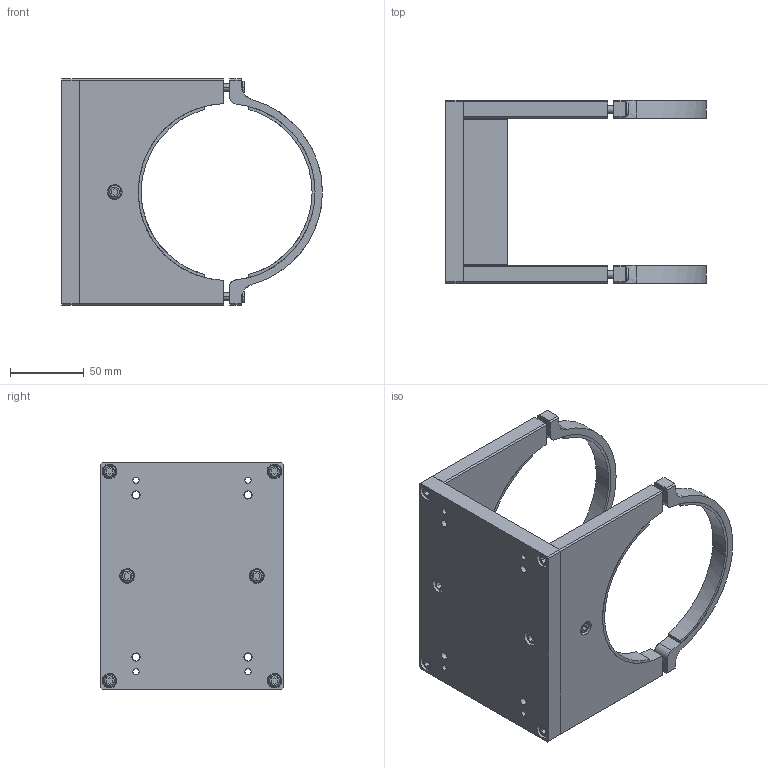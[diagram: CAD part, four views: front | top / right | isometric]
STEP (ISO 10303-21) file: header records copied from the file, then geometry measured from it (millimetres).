
FILE_DESCRIPTION (( 'STEP AP214' ), '1' );
FILE_NAME ('670300.STEP', '2020-11-12T10:37:55', ( '' ), ( '' ), 'SwSTEP 2.0', 'SolidWorks 2019', '' );
FILE_SCHEMA (( 'AUTOMOTIVE_DESIGN' ));
Length unit declared in the file: millimetre
Products named in the file (8): 202.stp.IGS; 670300; 203.stp.IGS; 201.stp.IGS; 204.stp.IGS; DIAN.stp.IGS; M5X12.stp.IGS; 360盓殤1.IGS
Assembly tree (21 placements, depth 3):
  670300
    360盓殤1.IGS
      201.stp.IGS
      202.stp.IGS  x2
      203.stp.IGS  x2
      204.stp.IGS
      DIAN.stp.IGS  x2
      M5X12.stp.IGS  x12
Bounding box: 177 x 124 x 154 mm (x, y, z)
Volume: 535302 mm3; surface area: 149710.6 mm2
Topology: 22 solids, 22 shells, 420 faces, 972 edges, 640 vertices
Faces by surface type: bspline 420
Entity records: 6957 total; most frequent: CARTESIAN_POINT 4022, ORIENTED_EDGE 824, EDGE_CURVE 412, B_SPLINE_CURVE_WITH_KNOTS 298, VERTEX_POINT 274, EDGE_LOOP 220, ADVANCED_FACE 169, FACE_OUTER_BOUND 169
